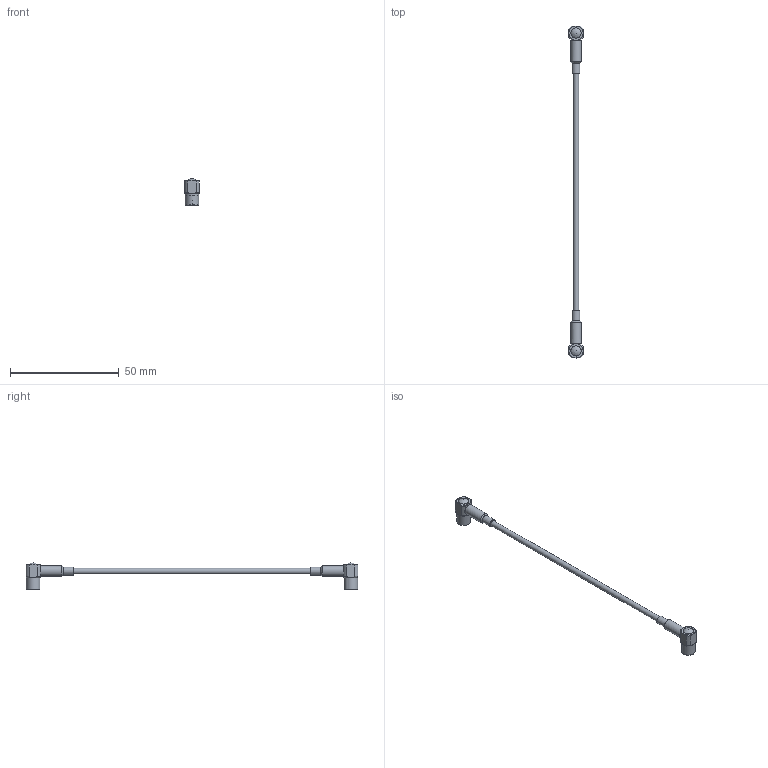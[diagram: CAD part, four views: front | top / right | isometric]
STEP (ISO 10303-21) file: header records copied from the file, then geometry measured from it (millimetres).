
FILE_DESCRIPTION(/* description */ ('Unknown'),/* implementation_level */ '2;1');
FILE_NAME(/* name */ '65502910515301',/* time_stamp */ '2020-01-17T14:56:54+01:00',/* author */ ('Unknown'),/* organization */ ('Unknown'),/* preprocessor_version */ 'ST-DEVELOPER v16.7',/* originating_system */ 'DEX',/* authorisation */ $);
FILE_SCHEMA (('AUTOMOTIVE_DESIGN {1 0 10303 214 3 1 1}'));
Length unit declared in the file: millimetre
Products named in the file (1): 65502910515301
Bounding box: 6.5 x 152.4 x 12.31 mm (x, y, z)
Volume: 3309 mm3; surface area: 5737.9 mm2
Topology: 8 solids, 8 shells, 886 faces, 2756 edges, 1814 vertices
Faces by surface type: plane 528, cylinder 194, cone 136, torus 28
Full cylindrical faces by diameter (mm): 0.52 x4, 0.55 x4, 0.9 x4, 0.96 x4, 1.27 x4, 1.53 x4, 1.55 x4, 2 x4, 2.6 x2, 2.7 x4, 2.9 x4, 3.6 x4, 3.72 x4, 4.44 x4, 4.46 x2, 4.62 x4, 4.75 x4, 4.8 x4, 4.82 x4, 5.06 x2, 5.4 x4, 6.3 x4
Entity records: 36537 total; most frequent: CARTESIAN_POINT 6723, ORIENTED_EDGE 5080, DIRECTION 4686, EDGE_CURVE 2540, AXIS2_PLACEMENT_3D 1743, VERTEX_POINT 1736, LINE 1200, VECTOR 1200
